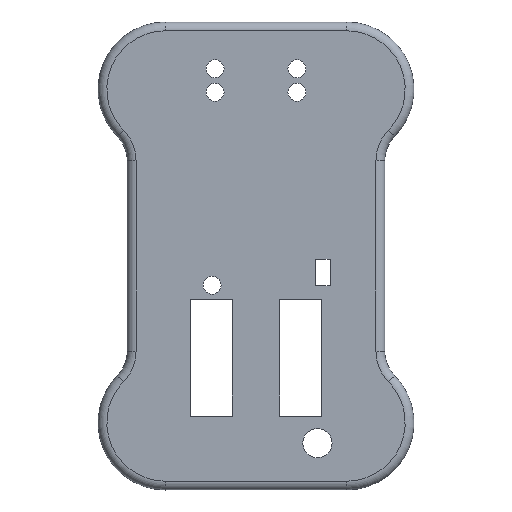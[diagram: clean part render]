
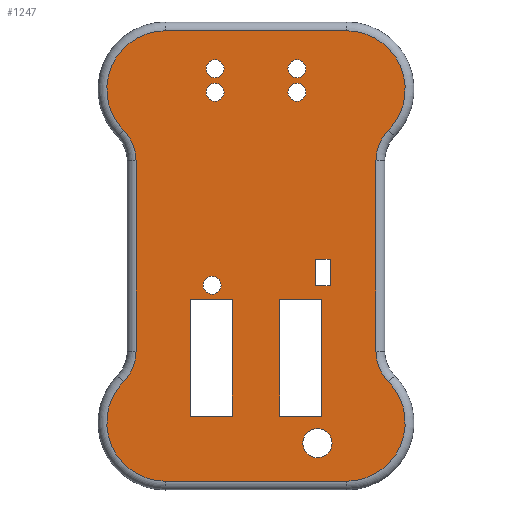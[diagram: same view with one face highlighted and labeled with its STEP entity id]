
A CAD part, top view. The second image highlights one B-rep face of the part: STEP entity #1247.
In plain terms, the highlighted planar face has unit normal (0, 0, 1).
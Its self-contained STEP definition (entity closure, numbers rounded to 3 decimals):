
#39=FACE_BOUND('',#228,.T.);
#40=FACE_BOUND('',#229,.T.);
#41=FACE_BOUND('',#230,.T.);
#42=FACE_BOUND('',#231,.T.);
#43=FACE_BOUND('',#232,.T.);
#44=FACE_BOUND('',#233,.T.);
#45=FACE_BOUND('',#234,.T.);
#46=FACE_BOUND('',#235,.T.);
#47=FACE_BOUND('',#236,.T.);
#71=PLANE('',#1385);
#143=FACE_OUTER_BOUND('',#227,.T.);
#227=EDGE_LOOP('',(#973,#974,#975,#976,#977,#978,#979,#980,#981,#982,#983,
#984));
#228=EDGE_LOOP('',(#985));
#229=EDGE_LOOP('',(#986));
#230=EDGE_LOOP('',(#987));
#231=EDGE_LOOP('',(#988));
#232=EDGE_LOOP('',(#989));
#233=EDGE_LOOP('',(#990));
#234=EDGE_LOOP('',(#991,#992,#993,#994));
#235=EDGE_LOOP('',(#995,#996,#997,#998));
#236=EDGE_LOOP('',(#999,#1000,#1001,#1002));
#299=LINE('',#1969,#389);
#301=LINE('',#1987,#391);
#303=LINE('',#2005,#393);
#305=LINE('',#2023,#395);
#316=LINE('',#2069,#406);
#317=LINE('',#2071,#407);
#318=LINE('',#2073,#408);
#319=LINE('',#2074,#409);
#320=LINE('',#2077,#410);
#321=LINE('',#2079,#411);
#322=LINE('',#2081,#412);
#323=LINE('',#2082,#413);
#324=LINE('',#2085,#414);
#325=LINE('',#2087,#415);
#326=LINE('',#2089,#416);
#327=LINE('',#2090,#417);
#389=VECTOR('',#1543,10.);
#391=VECTOR('',#1565,10.);
#393=VECTOR('',#1587,10.);
#395=VECTOR('',#1609,10.);
#406=VECTOR('',#1660,10.);
#407=VECTOR('',#1661,10.);
#408=VECTOR('',#1662,10.);
#409=VECTOR('',#1663,10.);
#410=VECTOR('',#1664,10.);
#411=VECTOR('',#1665,10.);
#412=VECTOR('',#1666,10.);
#413=VECTOR('',#1667,10.);
#414=VECTOR('',#1668,10.);
#415=VECTOR('',#1669,10.);
#416=VECTOR('',#1670,10.);
#417=VECTOR('',#1671,10.);
#486=CIRCLE('',#1339,10.);
#489=CIRCLE('',#1344,10.);
#492=CIRCLE('',#1348,7.5);
#496=CIRCLE('',#1354,7.5);
#499=CIRCLE('',#1358,10.);
#503=CIRCLE('',#1364,10.);
#506=CIRCLE('',#1368,7.5);
#509=CIRCLE('',#1373,7.5);
#515=CIRCLE('',#1386,1.535);
#516=CIRCLE('',#1387,1.535);
#517=CIRCLE('',#1388,1.535);
#518=CIRCLE('',#1389,1.535);
#519=CIRCLE('',#1390,1.535);
#520=CIRCLE('',#1391,2.5);
#567=VERTEX_POINT('',#1957);
#570=VERTEX_POINT('',#1962);
#572=VERTEX_POINT('',#1967);
#574=VERTEX_POINT('',#1973);
#576=VERTEX_POINT('',#1979);
#578=VERTEX_POINT('',#1985);
#580=VERTEX_POINT('',#1991);
#582=VERTEX_POINT('',#1997);
#584=VERTEX_POINT('',#2003);
#586=VERTEX_POINT('',#2009);
#588=VERTEX_POINT('',#2015);
#590=VERTEX_POINT('',#2021);
#598=VERTEX_POINT('',#2055);
#599=VERTEX_POINT('',#2057);
#600=VERTEX_POINT('',#2059);
#601=VERTEX_POINT('',#2061);
#602=VERTEX_POINT('',#2063);
#603=VERTEX_POINT('',#2065);
#604=VERTEX_POINT('',#2067);
#605=VERTEX_POINT('',#2068);
#606=VERTEX_POINT('',#2070);
#607=VERTEX_POINT('',#2072);
#608=VERTEX_POINT('',#2075);
#609=VERTEX_POINT('',#2076);
#610=VERTEX_POINT('',#2078);
#611=VERTEX_POINT('',#2080);
#612=VERTEX_POINT('',#2083);
#613=VERTEX_POINT('',#2084);
#614=VERTEX_POINT('',#2086);
#615=VERTEX_POINT('',#2088);
#694=EDGE_CURVE('',#570,#567,#486,.T.);
#696=EDGE_CURVE('',#572,#570,#299,.T.);
#699=EDGE_CURVE('',#574,#572,#489,.T.);
#702=EDGE_CURVE('',#576,#574,#492,.T.);
#705=EDGE_CURVE('',#578,#576,#301,.T.);
#708=EDGE_CURVE('',#580,#578,#496,.T.);
#711=EDGE_CURVE('',#582,#580,#499,.T.);
#714=EDGE_CURVE('',#584,#582,#303,.T.);
#717=EDGE_CURVE('',#586,#584,#503,.T.);
#720=EDGE_CURVE('',#588,#586,#506,.T.);
#723=EDGE_CURVE('',#590,#588,#305,.T.);
#725=EDGE_CURVE('',#567,#590,#509,.T.);
#740=EDGE_CURVE('',#598,#598,#515,.T.);
#741=EDGE_CURVE('',#599,#599,#516,.T.);
#742=EDGE_CURVE('',#600,#600,#517,.T.);
#743=EDGE_CURVE('',#601,#601,#518,.T.);
#744=EDGE_CURVE('',#602,#602,#519,.T.);
#745=EDGE_CURVE('',#603,#603,#520,.T.);
#746=EDGE_CURVE('',#604,#605,#316,.T.);
#747=EDGE_CURVE('',#605,#606,#317,.T.);
#748=EDGE_CURVE('',#606,#607,#318,.T.);
#749=EDGE_CURVE('',#607,#604,#319,.T.);
#750=EDGE_CURVE('',#608,#609,#320,.T.);
#751=EDGE_CURVE('',#609,#610,#321,.T.);
#752=EDGE_CURVE('',#610,#611,#322,.T.);
#753=EDGE_CURVE('',#611,#608,#323,.T.);
#754=EDGE_CURVE('',#612,#613,#324,.T.);
#755=EDGE_CURVE('',#613,#614,#325,.T.);
#756=EDGE_CURVE('',#614,#615,#326,.T.);
#757=EDGE_CURVE('',#615,#612,#327,.T.);
#973=ORIENTED_EDGE('',*,*,#694,.F.);
#974=ORIENTED_EDGE('',*,*,#696,.F.);
#975=ORIENTED_EDGE('',*,*,#699,.F.);
#976=ORIENTED_EDGE('',*,*,#702,.F.);
#977=ORIENTED_EDGE('',*,*,#705,.F.);
#978=ORIENTED_EDGE('',*,*,#708,.F.);
#979=ORIENTED_EDGE('',*,*,#711,.F.);
#980=ORIENTED_EDGE('',*,*,#714,.F.);
#981=ORIENTED_EDGE('',*,*,#717,.F.);
#982=ORIENTED_EDGE('',*,*,#720,.F.);
#983=ORIENTED_EDGE('',*,*,#723,.F.);
#984=ORIENTED_EDGE('',*,*,#725,.F.);
#985=ORIENTED_EDGE('',*,*,#740,.T.);
#986=ORIENTED_EDGE('',*,*,#741,.T.);
#987=ORIENTED_EDGE('',*,*,#742,.T.);
#988=ORIENTED_EDGE('',*,*,#743,.T.);
#989=ORIENTED_EDGE('',*,*,#744,.T.);
#990=ORIENTED_EDGE('',*,*,#745,.T.);
#991=ORIENTED_EDGE('',*,*,#746,.T.);
#992=ORIENTED_EDGE('',*,*,#747,.T.);
#993=ORIENTED_EDGE('',*,*,#748,.T.);
#994=ORIENTED_EDGE('',*,*,#749,.T.);
#995=ORIENTED_EDGE('',*,*,#750,.T.);
#996=ORIENTED_EDGE('',*,*,#751,.T.);
#997=ORIENTED_EDGE('',*,*,#752,.T.);
#998=ORIENTED_EDGE('',*,*,#753,.T.);
#999=ORIENTED_EDGE('',*,*,#754,.T.);
#1000=ORIENTED_EDGE('',*,*,#755,.T.);
#1001=ORIENTED_EDGE('',*,*,#756,.T.);
#1002=ORIENTED_EDGE('',*,*,#757,.T.);
#1247=ADVANCED_FACE('',(#143,#39,#40,#41,#42,#43,#44,#45,#46,#47),#71,.T.);
#1339=AXIS2_PLACEMENT_3D('',#1964,#1537,#1538);
#1344=AXIS2_PLACEMENT_3D('',#1975,#1549,#1550);
#1348=AXIS2_PLACEMENT_3D('',#1981,#1557,#1558);
#1354=AXIS2_PLACEMENT_3D('',#1993,#1571,#1572);
#1358=AXIS2_PLACEMENT_3D('',#1999,#1579,#1580);
#1364=AXIS2_PLACEMENT_3D('',#2011,#1593,#1594);
#1368=AXIS2_PLACEMENT_3D('',#2017,#1601,#1602);
#1373=AXIS2_PLACEMENT_3D('',#2026,#1613,#1614);
#1385=AXIS2_PLACEMENT_3D('',#2054,#1646,#1647);
#1386=AXIS2_PLACEMENT_3D('',#2056,#1648,#1649);
#1387=AXIS2_PLACEMENT_3D('',#2058,#1650,#1651);
#1388=AXIS2_PLACEMENT_3D('',#2060,#1652,#1653);
#1389=AXIS2_PLACEMENT_3D('',#2062,#1654,#1655);
#1390=AXIS2_PLACEMENT_3D('',#2064,#1656,#1657);
#1391=AXIS2_PLACEMENT_3D('',#2066,#1658,#1659);
#1537=DIRECTION('center_axis',(0.,0.,-1.));
#1538=DIRECTION('ref_axis',(-0.922,-0.387,0.));
#1543=DIRECTION('',(-1.,0.,0.));
#1549=DIRECTION('center_axis',(0.,0.,-1.));
#1550=DIRECTION('ref_axis',(0.922,-0.387,0.));
#1557=DIRECTION('center_axis',(0.,0.,1.));
#1558=DIRECTION('ref_axis',(-0.926,-0.378,0.));
#1565=DIRECTION('',(0.,-1.,0.));
#1571=DIRECTION('center_axis',(0.,0.,1.));
#1572=DIRECTION('ref_axis',(-0.926,0.378,0.));
#1579=DIRECTION('center_axis',(0.,0.,-1.));
#1580=DIRECTION('ref_axis',(0.922,0.387,0.));
#1587=DIRECTION('',(1.,0.,0.));
#1593=DIRECTION('center_axis',(0.,0.,-1.));
#1594=DIRECTION('ref_axis',(-0.922,0.387,0.));
#1601=DIRECTION('center_axis',(0.,0.,1.));
#1602=DIRECTION('ref_axis',(0.926,0.378,0.));
#1609=DIRECTION('',(0.,1.,0.));
#1613=DIRECTION('center_axis',(0.,0.,1.));
#1614=DIRECTION('ref_axis',(0.926,-0.378,0.));
#1646=DIRECTION('center_axis',(0.,0.,1.));
#1647=DIRECTION('ref_axis',(1.,0.,0.));
#1648=DIRECTION('center_axis',(0.,0.,-1.));
#1649=DIRECTION('ref_axis',(1.,0.,0.));
#1650=DIRECTION('center_axis',(0.,0.,-1.));
#1651=DIRECTION('ref_axis',(1.,0.,0.));
#1652=DIRECTION('center_axis',(0.,0.,-1.));
#1653=DIRECTION('ref_axis',(1.,0.,0.));
#1654=DIRECTION('center_axis',(0.,0.,-1.));
#1655=DIRECTION('ref_axis',(1.,0.,0.));
#1656=DIRECTION('center_axis',(0.,0.,-1.));
#1657=DIRECTION('ref_axis',(1.,0.,0.));
#1658=DIRECTION('center_axis',(0.,0.,-1.));
#1659=DIRECTION('ref_axis',(1.,0.,0.));
#1660=DIRECTION('',(0.,-1.,0.));
#1661=DIRECTION('',(-1.,0.,0.));
#1662=DIRECTION('',(0.,1.,0.));
#1663=DIRECTION('',(1.,0.,0.));
#1664=DIRECTION('',(0.,-1.,0.));
#1665=DIRECTION('',(-1.,0.,0.));
#1666=DIRECTION('',(0.,1.,0.));
#1667=DIRECTION('',(1.,0.,0.));
#1668=DIRECTION('',(0.,-1.,0.));
#1669=DIRECTION('',(-1.,0.,0.));
#1670=DIRECTION('',(0.,1.,0.));
#1671=DIRECTION('',(1.,0.,0.));
#1957=CARTESIAN_POINT('',(72.607,-78.996,7.7));
#1962=CARTESIAN_POINT('',(79.75,-95.995,7.7));
#1964=CARTESIAN_POINT('Origin',(79.75,-85.995,7.7));
#1967=CARTESIAN_POINT('',(110.75,-95.995,7.7));
#1969=CARTESIAN_POINT('',(87.5,-95.995,7.7));
#1973=CARTESIAN_POINT('',(117.893,-78.996,7.7));
#1975=CARTESIAN_POINT('Origin',(110.75,-85.995,7.7));
#1979=CARTESIAN_POINT('',(115.75,-73.748,7.7));
#1981=CARTESIAN_POINT('Origin',(123.25,-73.748,7.7));
#1985=CARTESIAN_POINT('',(115.75,-41.242,7.7));
#1987=CARTESIAN_POINT('',(115.75,-65.621,7.7));
#1991=CARTESIAN_POINT('',(117.893,-35.994,7.7));
#1993=CARTESIAN_POINT('Origin',(123.25,-41.242,7.7));
#1997=CARTESIAN_POINT('',(110.75,-18.995,7.7));
#1999=CARTESIAN_POINT('Origin',(110.75,-28.995,7.7));
#2003=CARTESIAN_POINT('',(79.75,-18.995,7.7));
#2005=CARTESIAN_POINT('',(103.,-18.995,7.7));
#2009=CARTESIAN_POINT('',(72.607,-35.994,7.7));
#2011=CARTESIAN_POINT('Origin',(79.75,-28.995,7.7));
#2015=CARTESIAN_POINT('',(74.75,-41.242,7.7));
#2017=CARTESIAN_POINT('Origin',(67.25,-41.242,7.7));
#2021=CARTESIAN_POINT('',(74.75,-73.748,7.7));
#2023=CARTESIAN_POINT('',(74.75,-49.369,7.7));
#2026=CARTESIAN_POINT('Origin',(67.25,-73.748,7.7));
#2054=CARTESIAN_POINT('Origin',(95.25,-57.495,7.7));
#2055=CARTESIAN_POINT('',(86.215,-62.495,7.7));
#2056=CARTESIAN_POINT('Origin',(87.75,-62.495,7.7));
#2057=CARTESIAN_POINT('',(86.715,-29.495,7.7));
#2058=CARTESIAN_POINT('Origin',(88.25,-29.495,7.7));
#2059=CARTESIAN_POINT('',(100.715,-29.495,7.7));
#2060=CARTESIAN_POINT('Origin',(102.25,-29.495,7.7));
#2061=CARTESIAN_POINT('',(86.715,-25.495,7.7));
#2062=CARTESIAN_POINT('Origin',(88.25,-25.495,7.7));
#2063=CARTESIAN_POINT('',(100.715,-25.495,7.7));
#2064=CARTESIAN_POINT('Origin',(102.25,-25.495,7.7));
#2065=CARTESIAN_POINT('',(103.25,-89.495,7.7));
#2066=CARTESIAN_POINT('Origin',(105.75,-89.495,7.7));
#2067=CARTESIAN_POINT('',(107.93,-58.075,7.7));
#2068=CARTESIAN_POINT('',(107.93,-62.575,7.7));
#2069=CARTESIAN_POINT('',(107.93,-60.035,7.7));
#2070=CARTESIAN_POINT('',(105.43,-62.575,7.7));
#2071=CARTESIAN_POINT('',(100.34,-62.575,7.7));
#2072=CARTESIAN_POINT('',(105.43,-58.075,7.7));
#2073=CARTESIAN_POINT('',(105.43,-57.785,7.7));
#2074=CARTESIAN_POINT('',(101.59,-58.075,7.7));
#2075=CARTESIAN_POINT('',(106.47,-64.882,7.7));
#2076=CARTESIAN_POINT('',(106.47,-84.882,7.7));
#2077=CARTESIAN_POINT('',(106.47,-71.189,7.7));
#2078=CARTESIAN_POINT('',(99.27,-84.882,7.7));
#2079=CARTESIAN_POINT('',(97.26,-84.882,7.7));
#2080=CARTESIAN_POINT('',(99.27,-64.882,7.7));
#2081=CARTESIAN_POINT('',(99.27,-61.189,7.7));
#2082=CARTESIAN_POINT('',(100.86,-64.882,7.7));
#2083=CARTESIAN_POINT('',(91.23,-64.882,7.7));
#2084=CARTESIAN_POINT('',(91.23,-84.882,7.7));
#2085=CARTESIAN_POINT('',(91.23,-71.189,7.7));
#2086=CARTESIAN_POINT('',(84.03,-84.882,7.7));
#2087=CARTESIAN_POINT('',(89.64,-84.882,7.7));
#2088=CARTESIAN_POINT('',(84.03,-64.882,7.7));
#2089=CARTESIAN_POINT('',(84.03,-61.189,7.7));
#2090=CARTESIAN_POINT('',(93.24,-64.882,7.7));
